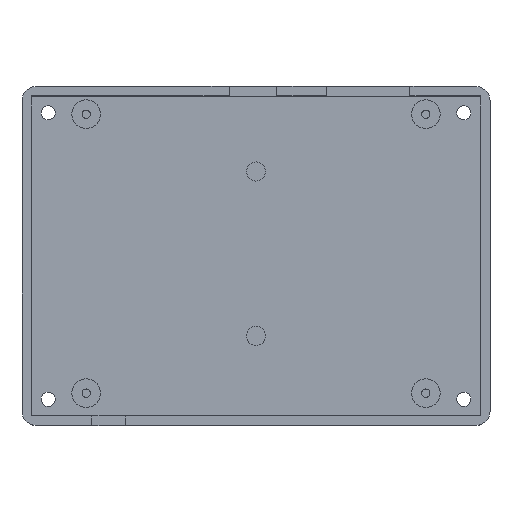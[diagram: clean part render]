
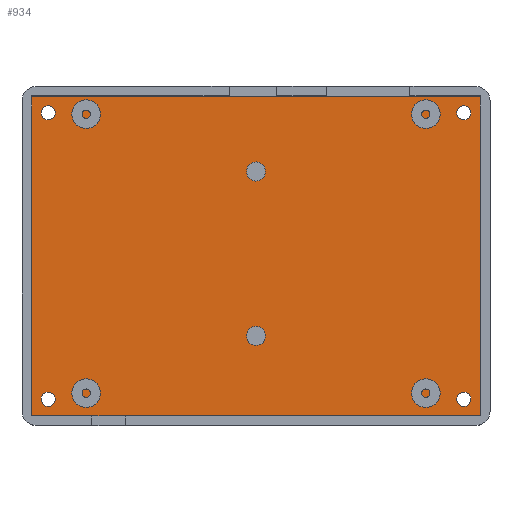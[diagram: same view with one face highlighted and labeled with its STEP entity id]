
A CAD part, top view. The second image highlights one B-rep face of the part: STEP entity #934.
In plain terms, the highlighted planar face has unit normal (0, 0, 1).
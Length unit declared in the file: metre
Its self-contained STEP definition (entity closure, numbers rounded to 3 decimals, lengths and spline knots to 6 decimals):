
#38=LINE('',#1565,#106);
#64=LINE('',#1618,#132);
#78=LINE('',#1670,#146);
#79=LINE('',#1671,#147);
#106=VECTOR('',#1241,1.);
#132=VECTOR('',#1279,1.);
#146=VECTOR('',#1325,1.);
#147=VECTOR('',#1326,1.);
#180=PLANE('',#1100);
#294=ORIENTED_EDGE('',*,*,#518,.F.);
#295=ORIENTED_EDGE('',*,*,#519,.F.);
#296=ORIENTED_EDGE('',*,*,#520,.F.);
#297=ORIENTED_EDGE('',*,*,#521,.F.);
#298=ORIENTED_EDGE('',*,*,#496,.F.);
#299=ORIENTED_EDGE('',*,*,#522,.T.);
#300=ORIENTED_EDGE('',*,*,#468,.T.);
#301=ORIENTED_EDGE('',*,*,#523,.F.);
#468=EDGE_CURVE('',#587,#586,#38,.T.);
#496=EDGE_CURVE('',#607,#608,#64,.T.);
#518=EDGE_CURVE('',#626,#626,#666,.T.);
#519=EDGE_CURVE('',#627,#627,#667,.T.);
#520=EDGE_CURVE('',#628,#628,#668,.T.);
#521=EDGE_CURVE('',#629,#629,#669,.T.);
#522=EDGE_CURVE('',#607,#587,#78,.T.);
#523=EDGE_CURVE('',#608,#586,#79,.T.);
#586=VERTEX_POINT('',#1564);
#587=VERTEX_POINT('',#1566);
#607=VERTEX_POINT('',#1617);
#608=VERTEX_POINT('',#1619);
#626=VERTEX_POINT('',#1663);
#627=VERTEX_POINT('',#1665);
#628=VERTEX_POINT('',#1667);
#629=VERTEX_POINT('',#1669);
#666=CIRCLE('',#1101,0.0015);
#667=CIRCLE('',#1102,0.0015);
#668=CIRCLE('',#1103,0.0015);
#669=CIRCLE('',#1104,0.0015);
#724=EDGE_LOOP('',(#294));
#725=EDGE_LOOP('',(#295));
#726=EDGE_LOOP('',(#296));
#727=EDGE_LOOP('',(#297));
#728=EDGE_LOOP('',(#298,#299,#300,#301));
#822=FACE_BOUND('',#724,.T.);
#823=FACE_BOUND('',#725,.T.);
#824=FACE_BOUND('',#726,.T.);
#825=FACE_BOUND('',#727,.T.);
#826=FACE_BOUND('',#728,.T.);
#934=ADVANCED_FACE('',(#822,#823,#824,#825,#826),#180,.T.);
#1100=AXIS2_PLACEMENT_3D('',#1661,#1315,#1316);
#1101=AXIS2_PLACEMENT_3D('',#1662,#1317,#1318);
#1102=AXIS2_PLACEMENT_3D('',#1664,#1319,#1320);
#1103=AXIS2_PLACEMENT_3D('',#1666,#1321,#1322);
#1104=AXIS2_PLACEMENT_3D('',#1668,#1323,#1324);
#1241=DIRECTION('',(1.,0.,0.));
#1279=DIRECTION('',(1.,0.,0.));
#1315=DIRECTION('',(0.,0.,1.));
#1316=DIRECTION('',(1.,0.,0.));
#1317=DIRECTION('',(0.,0.,1.));
#1318=DIRECTION('',(1.,0.,0.));
#1319=DIRECTION('',(0.,0.,1.));
#1320=DIRECTION('',(1.,0.,0.));
#1321=DIRECTION('',(0.,0.,1.));
#1322=DIRECTION('',(1.,0.,0.));
#1323=DIRECTION('',(0.,0.,1.));
#1324=DIRECTION('',(1.,0.,0.));
#1325=DIRECTION('',(0.,-1.,0.));
#1326=DIRECTION('',(0.,-1.,0.));
#1564=CARTESIAN_POINT('',(0.047,-0.036957,-0.0105));
#1565=CARTESIAN_POINT('',(0.,-0.036957,-0.0105));
#1566=CARTESIAN_POINT('',(-0.047,-0.036957,-0.0105));
#1617=CARTESIAN_POINT('',(-0.047,0.030043,-0.0105));
#1618=CARTESIAN_POINT('',(0.,0.030043,-0.0105));
#1619=CARTESIAN_POINT('',(0.047,0.030043,-0.0105));
#1661=CARTESIAN_POINT('',(0.,-0.003457,-0.0105));
#1662=CARTESIAN_POINT('',(-0.0435,-0.033457,-0.0105));
#1663=CARTESIAN_POINT('',(-0.042,-0.033457,-0.0105));
#1664=CARTESIAN_POINT('',(0.0435,-0.033457,-0.0105));
#1665=CARTESIAN_POINT('',(0.045,-0.033457,-0.0105));
#1666=CARTESIAN_POINT('',(0.0435,0.026543,-0.0105));
#1667=CARTESIAN_POINT('',(0.045,0.026543,-0.0105));
#1668=CARTESIAN_POINT('',(-0.0435,0.026543,-0.0105));
#1669=CARTESIAN_POINT('',(-0.042,0.026543,-0.0105));
#1670=CARTESIAN_POINT('',(-0.047,-0.003457,-0.0105));
#1671=CARTESIAN_POINT('',(0.047,-0.003457,-0.0105));
